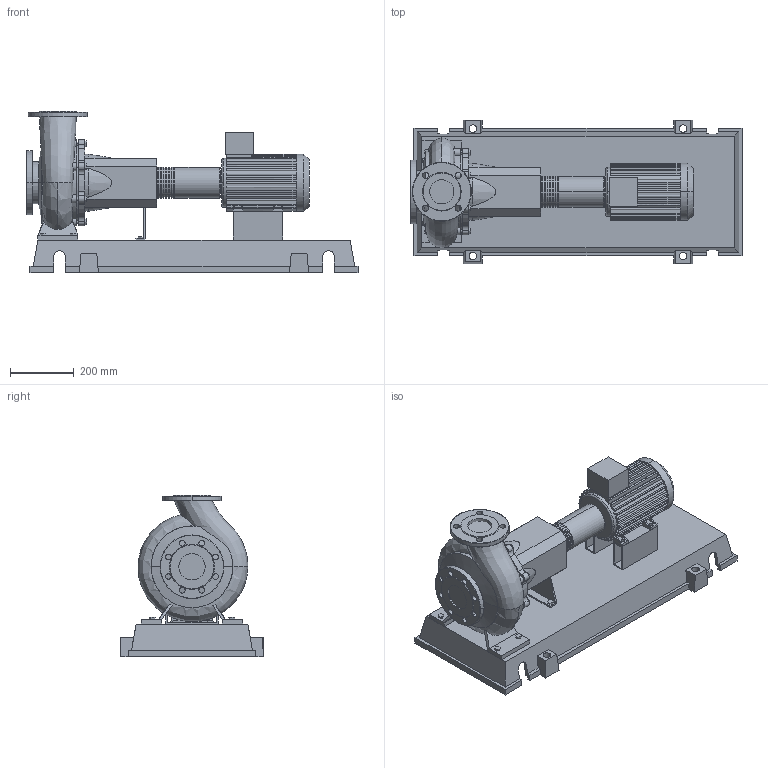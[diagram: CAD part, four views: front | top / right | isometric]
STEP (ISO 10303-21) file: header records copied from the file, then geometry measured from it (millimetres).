
FILE_DESCRIPTION((''),'2;1');
FILE_NAME('3d_NL65_200-1.5-4-12-4109171.stp','2015-03-03T07:17:16',(''),(''),'Mechanical Desktop 2009','Mechanical Desktop 2009',', , ');
FILE_SCHEMA(('CONFIG_CONTROL_DESIGN'));
Length unit declared in the file: millimetre
Products named in the file (1): Product
Bounding box: 1042.5 x 450 x 508 mm (x, y, z)
Volume: 32792774.8 mm3; surface area: 2767665.7 mm2
Topology: 13 solids, 13 shells, 861 faces, 2296 edges, 1511 vertices
Faces by surface type: plane 450, cylinder 211, bspline 178, cone 12, torus 10
Entity records: 30694 total; most frequent: CARTESIAN_POINT 9144, ORIENTED_EDGE 4594, DIRECTION 4267, EDGE_CURVE 2297, VERTEX_POINT 1510, VECTOR 1471, LINE 1471, AXIS2_PLACEMENT_3D 1398
